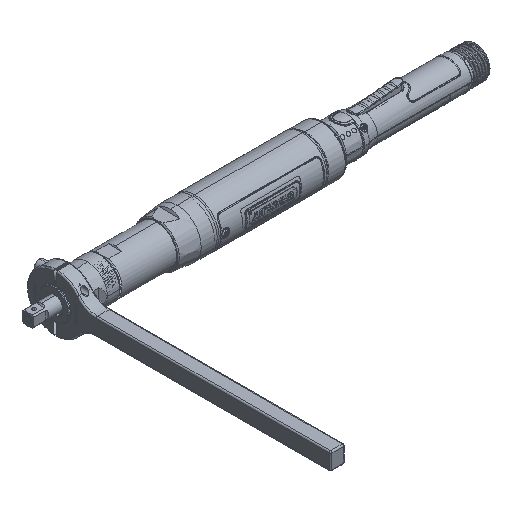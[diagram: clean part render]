
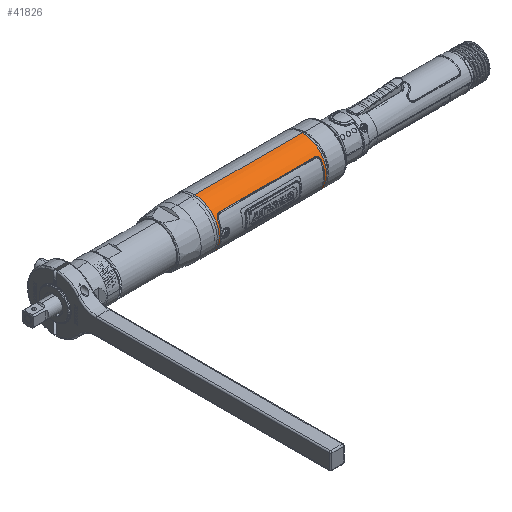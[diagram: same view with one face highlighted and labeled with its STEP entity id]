
A CAD part, isometric view. The second image highlights one B-rep face of the part: STEP entity #41826.
In plain terms, the highlighted cylindrical face has radius 26.988 mm (diameter 53.975 mm), a partial arc.
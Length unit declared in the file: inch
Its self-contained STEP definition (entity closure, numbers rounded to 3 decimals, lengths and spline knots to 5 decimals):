
#40149=DIRECTION('',(-1.,0.,0.));
#40150=VECTOR('',#40149,4.69041);
#40151=CARTESIAN_POINT('',(5.32271,0.,-1.0625));
#40152=LINE('',#40151,#40150);
#40153=DIRECTION('',(-1.,0.,0.));
#40154=VECTOR('',#40153,4.69041);
#40155=CARTESIAN_POINT('',(5.32271,0.,1.0625));
#40156=LINE('',#40155,#40154);
#40157=CARTESIAN_POINT('',(5.32271,0.,0.));
#40158=DIRECTION('',(-1.,0.,0.));
#40159=DIRECTION('',(0.,0.,-1.));
#40160=AXIS2_PLACEMENT_3D('',#40157,#40158,#40159);
#40162=CARTESIAN_POINT('',(5.2355,0.,0.));
#40163=DIRECTION('',(-1.,0.,0.));
#40164=DIRECTION('',(0.,-0.869,-0.495));
#40165=AXIS2_PLACEMENT_3D('',#40162,#40163,#40164);
#40167=CARTESIAN_POINT('',(5.2355,-0.9233,0.52576));
#40168=CARTESIAN_POINT('',(5.23541,-0.91592,
0.53872));
#40169=CARTESIAN_POINT('',(5.2321,-0.90121,
0.5633));
#40170=CARTESIAN_POINT('',(5.21788,-0.87939,
0.5967));
#40171=CARTESIAN_POINT('',(5.19562,-0.85894,
0.62569));
#40172=CARTESIAN_POINT('',(5.16606,-0.84097,
0.64955));
#40173=CARTESIAN_POINT('',(5.13056,-0.82671,
0.66751));
#40174=CARTESIAN_POINT('',(5.08951,-0.81731,
0.67892));
#40175=CARTESIAN_POINT('',(5.06055,-0.81512,
0.68153));
#40176=CARTESIAN_POINT('',(5.0455,-0.81506,0.68161));
#40178=DIRECTION('',(-1.,0.,0.));
#40179=VECTOR('',#40178,4.136);
#40180=CARTESIAN_POINT('',(5.0455,-0.81506,0.68161));
#40181=LINE('',#40180,#40179);
#40182=CARTESIAN_POINT('',(0.9095,-0.81506,0.68161));
#40183=CARTESIAN_POINT('',(0.89444,-0.81512,
0.68153));
#40184=CARTESIAN_POINT('',(0.86547,-0.81732,
0.67892));
#40185=CARTESIAN_POINT('',(0.82445,-0.82671,
0.66751));
#40186=CARTESIAN_POINT('',(0.78895,-0.84096,
0.64955));
#40187=CARTESIAN_POINT('',(0.75939,-0.85893,
0.62571));
#40188=CARTESIAN_POINT('',(0.73712,-0.87939,
0.5967));
#40189=CARTESIAN_POINT('',(0.72289,-0.90122,
0.56328));
#40190=CARTESIAN_POINT('',(0.71959,-0.91592,
0.53871));
#40191=CARTESIAN_POINT('',(0.7195,-0.9233,0.52576));
#40193=CARTESIAN_POINT('',(0.7195,0.,0.));
#40194=DIRECTION('',(1.,0.,0.));
#40195=DIRECTION('',(0.,-0.869,0.495));
#40196=AXIS2_PLACEMENT_3D('',#40193,#40194,#40195);
#40198=CARTESIAN_POINT('',(0.7195,-0.9233,-0.52576));
#40199=CARTESIAN_POINT('',(0.71959,-0.91592,
-0.53872));
#40200=CARTESIAN_POINT('',(0.7229,-0.90121,
-0.5633));
#40201=CARTESIAN_POINT('',(0.73712,-0.87939,
-0.5967));
#40202=CARTESIAN_POINT('',(0.75938,-0.85894,
-0.62569));
#40203=CARTESIAN_POINT('',(0.78894,-0.84097,
-0.64955));
#40204=CARTESIAN_POINT('',(0.82444,-0.82671,
-0.66751));
#40205=CARTESIAN_POINT('',(0.86549,-0.81731,
-0.67892));
#40206=CARTESIAN_POINT('',(0.89445,-0.81512,
-0.68153));
#40207=CARTESIAN_POINT('',(0.9095,-0.81506,-0.68161));
#40209=DIRECTION('',(1.,0.,0.));
#40210=VECTOR('',#40209,4.136);
#40211=CARTESIAN_POINT('',(0.9095,-0.81506,-0.68161));
#40212=LINE('',#40211,#40210);
#40213=CARTESIAN_POINT('',(5.0455,-0.81506,-0.68161));
#40214=CARTESIAN_POINT('',(5.06056,-0.81512,
-0.68153));
#40215=CARTESIAN_POINT('',(5.08953,-0.81732,
-0.67892));
#40216=CARTESIAN_POINT('',(5.13055,-0.82671,
-0.66751));
#40217=CARTESIAN_POINT('',(5.16605,-0.84096,
-0.64955));
#40218=CARTESIAN_POINT('',(5.19561,-0.85893,
-0.62571));
#40219=CARTESIAN_POINT('',(5.21788,-0.87939,
-0.5967));
#40220=CARTESIAN_POINT('',(5.23211,-0.90122,
-0.56328));
#40221=CARTESIAN_POINT('',(5.23541,-0.91592,
-0.53871));
#40222=CARTESIAN_POINT('',(5.2355,-0.9233,-0.52576));
#40237=CARTESIAN_POINT('',(0.63229,0.,0.));
#40238=DIRECTION('',(-1.,0.,0.));
#40239=DIRECTION('',(0.,0.,-1.));
#40240=AXIS2_PLACEMENT_3D('',#40237,#40238,#40239);
#41281=CARTESIAN_POINT('',(5.32271,0.,-1.0625));
#41282=CARTESIAN_POINT('',(0.63229,0.,-1.0625));
#41283=VERTEX_POINT('',#41281);
#41284=VERTEX_POINT('',#41282);
#41289=CARTESIAN_POINT('',(5.32271,0.,1.0625));
#41290=CARTESIAN_POINT('',(0.63229,0.,1.0625));
#41291=VERTEX_POINT('',#41289);
#41292=VERTEX_POINT('',#41290);
#41319=CARTESIAN_POINT('',(5.2355,-0.9233,0.52576));
#41320=CARTESIAN_POINT('',(5.2355,-0.9233,-0.52576));
#41321=VERTEX_POINT('',#41319);
#41322=VERTEX_POINT('',#41320);
#41327=VERTEX_POINT('',#40213);
#41329=CARTESIAN_POINT('',(0.9095,-0.81506,-0.68161));
#41330=VERTEX_POINT('',#41329);
#41333=VERTEX_POINT('',#40198);
#41335=CARTESIAN_POINT('',(0.7195,-0.9233,0.52576));
#41336=VERTEX_POINT('',#41335);
#41339=VERTEX_POINT('',#40182);
#41341=CARTESIAN_POINT('',(5.0455,-0.81506,0.68161));
#41342=VERTEX_POINT('',#41341);
#41795=CARTESIAN_POINT('',(0.22475,0.,0.));
#41796=DIRECTION('',(1.,0.,0.));
#41797=DIRECTION('',(0.,0.,1.));
#41798=AXIS2_PLACEMENT_3D('',#41795,#41796,#41797);
#41799=CYLINDRICAL_SURFACE('',#41798,1.0625);
#41800=ORIENTED_EDGE('',*,*,#41564,.T.);
#41802=ORIENTED_EDGE('',*,*,#41801,.T.);
#41803=ORIENTED_EDGE('',*,*,#41568,.F.);
#41805=ORIENTED_EDGE('',*,*,#41804,.F.);
#41806=EDGE_LOOP('',(#41800,#41802,#41803,#41805));
#41807=FACE_OUTER_BOUND('',#41806,.F.);
#41809=ORIENTED_EDGE('',*,*,#41808,.T.);
#41811=ORIENTED_EDGE('',*,*,#41810,.T.);
#41813=ORIENTED_EDGE('',*,*,#41812,.T.);
#41815=ORIENTED_EDGE('',*,*,#41814,.T.);
#41817=ORIENTED_EDGE('',*,*,#41816,.T.);
#41819=ORIENTED_EDGE('',*,*,#41818,.T.);
#41821=ORIENTED_EDGE('',*,*,#41820,.T.);
#41823=ORIENTED_EDGE('',*,*,#41822,.T.);
#41824=EDGE_LOOP('',(#41809,#41811,#41813,#41815,#41817,#41819,#41821,#41823));
#41825=FACE_BOUND('',#41824,.F.);
#41826=ADVANCED_FACE('',(#41807,#41825),#41799,.T.);
#40161=CIRCLE('',#40160,1.0625);
#40166=CIRCLE('',#40165,1.0625);
#40177=B_SPLINE_CURVE_WITH_KNOTS('',3,(#40167,#40168,#40169,#40170,#40171,
#40172,#40173,#40174,#40175,#40176),.UNSPECIFIED.,.F.,.F.,(4,1,1,1,1,1,1,4),(
0.,0.14286,0.28571,0.42857,0.57143,
0.71429,0.85714,1.),.UNSPECIFIED.);
#40192=B_SPLINE_CURVE_WITH_KNOTS('',3,(#40182,#40183,#40184,#40185,#40186,
#40187,#40188,#40189,#40190,#40191),.UNSPECIFIED.,.F.,.F.,(4,1,1,1,1,1,1,4),(
0.,0.14286,0.28571,0.42857,0.57143,
0.71429,0.85714,1.),.UNSPECIFIED.);
#40197=CIRCLE('',#40196,1.0625);
#40208=B_SPLINE_CURVE_WITH_KNOTS('',3,(#40198,#40199,#40200,#40201,#40202,
#40203,#40204,#40205,#40206,#40207),.UNSPECIFIED.,.F.,.F.,(4,1,1,1,1,1,1,4),(
0.,0.14286,0.28571,0.42857,0.57143,
0.71429,0.85714,1.),.UNSPECIFIED.);
#40223=B_SPLINE_CURVE_WITH_KNOTS('',3,(#40213,#40214,#40215,#40216,#40217,
#40218,#40219,#40220,#40221,#40222),.UNSPECIFIED.,.F.,.F.,(4,1,1,1,1,1,1,4),(
0.,0.14286,0.28571,0.42857,0.57143,
0.71429,0.85714,1.),.UNSPECIFIED.);
#40241=CIRCLE('',#40240,1.0625);
#41564=EDGE_CURVE('',#41283,#41284,#40152,.T.);
#41568=EDGE_CURVE('',#41291,#41292,#40156,.T.);
#41801=EDGE_CURVE('',#41284,#41292,#40241,.T.);
#41804=EDGE_CURVE('',#41283,#41291,#40161,.T.);
#41808=EDGE_CURVE('',#41322,#41321,#40166,.T.);
#41810=EDGE_CURVE('',#41321,#41342,#40177,.T.);
#41812=EDGE_CURVE('',#41342,#41339,#40181,.T.);
#41814=EDGE_CURVE('',#41339,#41336,#40192,.T.);
#41816=EDGE_CURVE('',#41336,#41333,#40197,.T.);
#41818=EDGE_CURVE('',#41333,#41330,#40208,.T.);
#41820=EDGE_CURVE('',#41330,#41327,#40212,.T.);
#41822=EDGE_CURVE('',#41327,#41322,#40223,.T.);
